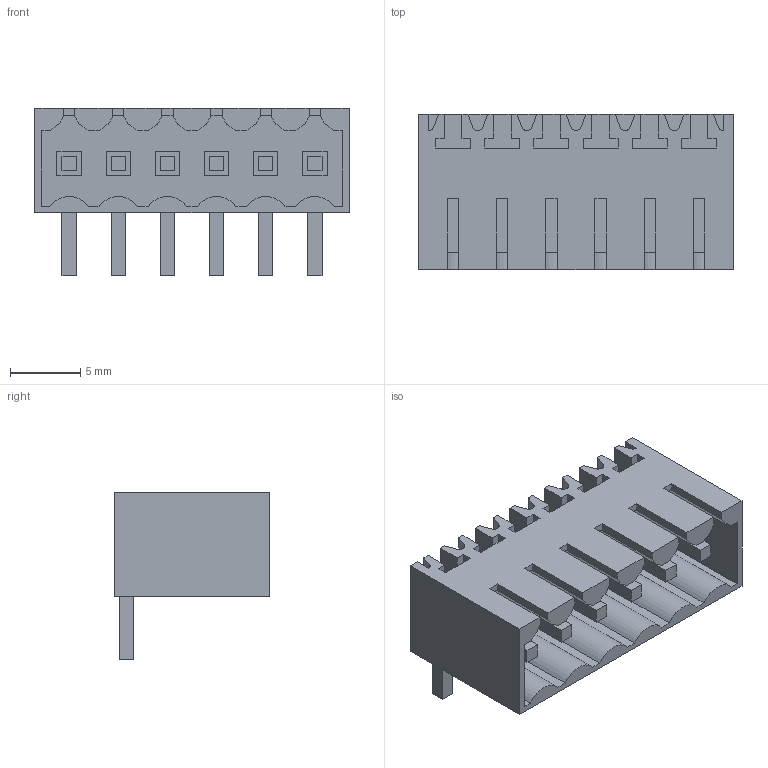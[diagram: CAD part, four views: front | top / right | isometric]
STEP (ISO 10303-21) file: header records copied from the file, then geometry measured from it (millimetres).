
FILE_DESCRIPTION(('CATIA V5 STEP Exchange','CAx-IF Rec.Pracs.--- Model Styling and Organization---1.2---2011-12-15'),'2;1');
FILE_NAME ('D1453521_0_1615440000_1615440000.stp','2018-03-06T11:29:23+00:00',('none'),('Weidmueller'),'CATIA Version 5-6 Release 2014','CATIA V5 STEP AP214','none');
FILE_SCHEMA(('AUTOMOTIVE_DESIGN { 1 0 10303 214 1 1 1 1 }'));
Length unit declared in the file: millimetre
Products named in the file (1): 1615440000
Bounding box: 22.4 x 11.05 x 11.95 mm (x, y, z)
Volume: 847.3 mm3; surface area: 2360.7 mm2
Topology: 7 solids, 7 shells, 350 faces, 1061 edges, 725 vertices
Faces by surface type: plane 325, cylinder 25
Entity records: 11051 total; most frequent: ORIENTED_EDGE 2122, CARTESIAN_POINT 1996, DIRECTION 1479, EDGE_CURVE 1061, VECTOR 1001, LINE 1001, VERTEX_POINT 725, EDGE_LOOP 362
